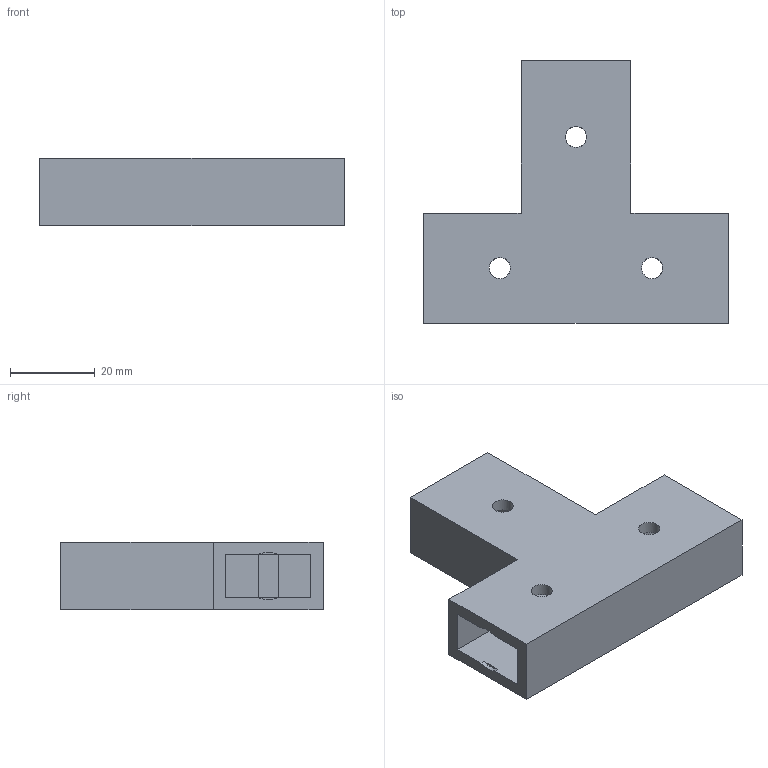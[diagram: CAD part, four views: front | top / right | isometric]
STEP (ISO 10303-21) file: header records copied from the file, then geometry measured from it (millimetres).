
FILE_DESCRIPTION(('Open CASCADE Model'),'2;1');
FILE_NAME('Open CASCADE Shape Model','2025-02-17T20:21:18',('Author'),( 'Open CASCADE'),'Open CASCADE STEP processor 7.7','Open CASCADE 7.7' ,'Unknown');
FILE_SCHEMA(('AUTOMOTIVE_DESIGN { 1 0 10303 214 1 1 1 1 }'));
Length unit declared in the file: millimetre
Products named in the file (1): Open CASCADE STEP translator 7.7 1
Bounding box: 72 x 62 x 16 mm (x, y, z)
Volume: 22788 mm3; surface area: 17070.8 mm2
Topology: 1 solids, 1 shells, 52 faces, 159 edges, 106 vertices
Faces by surface type: plane 47, cylinder 5
Full cylindrical faces by diameter (mm): 5 x3
Entity records: 3810 total; most frequent: CARTESIAN_POINT 902, DIRECTION 453, ORIENTED_EDGE 318, PCURVE 318, DEFINITIONAL_REPRESENTATION 318, LINE 291, VECTOR 291, EDGE_CURVE 159
